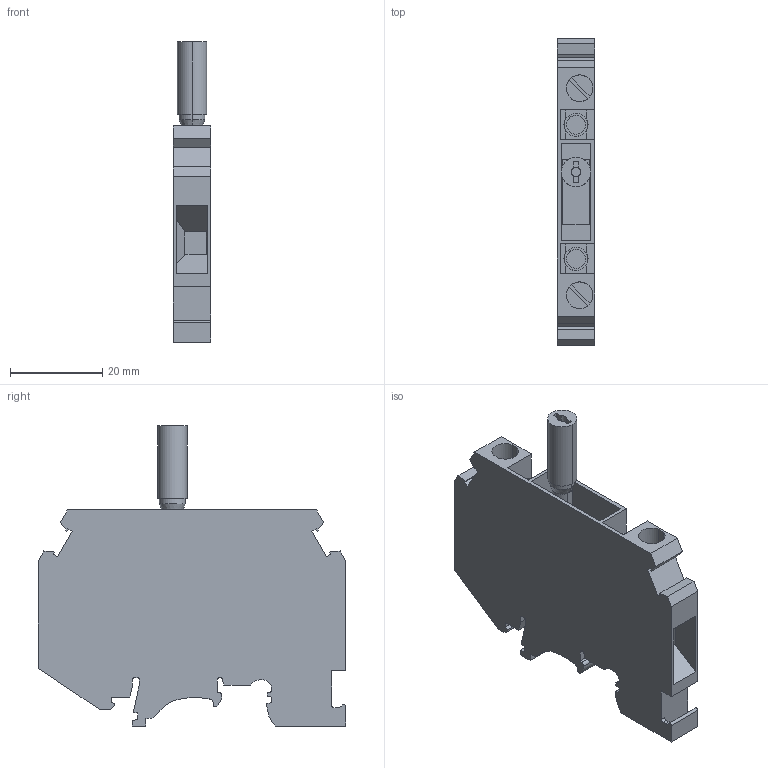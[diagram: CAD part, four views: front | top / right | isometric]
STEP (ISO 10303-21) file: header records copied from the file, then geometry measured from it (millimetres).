
FILE_DESCRIPTION(('Creo Elements/Direct Modeling STEP Export'),'2;1');
FILE_NAME('model.stp','2019-11-14T 0:12:59',(''),(''),'Creo Elements/Direct Modeling STEP processor for AP214 (Solid Model)','Creo Elements/Direct Modeling 20.1A 29-Sep-2018 (C) Parametric Technology GmbH','');
FILE_SCHEMA(('AUTOMOTIVE_DESIGN { 1 0 10303 214 1 1 1 1 }'));
Length unit declared in the file: millimetre
Products named in the file (2): UK_6-TK-P-select
Assembly tree (1 placements, depth 2):
  UK_6-TK-P-select
    UK_6-TK-P-select
Bounding box: 8.15 x 66.5 x 65 mm (x, y, z)
Volume: 17458 mm3; surface area: 11894.7 mm2
Topology: 1 solids, 1 shells, 195 faces, 534 edges, 355 vertices
Faces by surface type: plane 147, cylinder 46, cone 2
Entity records: 7455 total; most frequent: ORIENTED_EDGE 1068, CARTESIAN_POINT 1022, DIRECTION 926, EDGE_CURVE 534, VECTOR 408, LINE 408, VERTEX_POINT 355, AXIS2_PLACEMENT_3D 259
